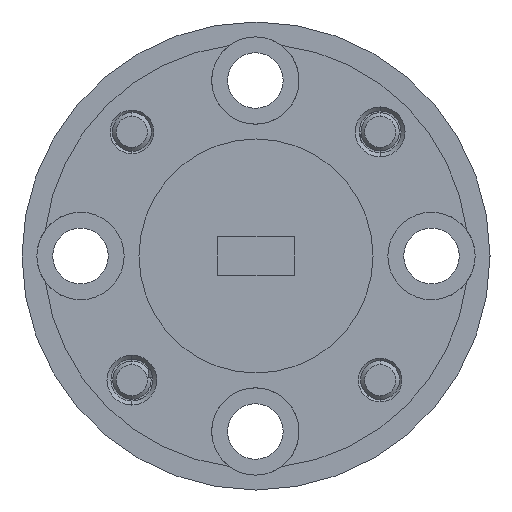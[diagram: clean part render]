
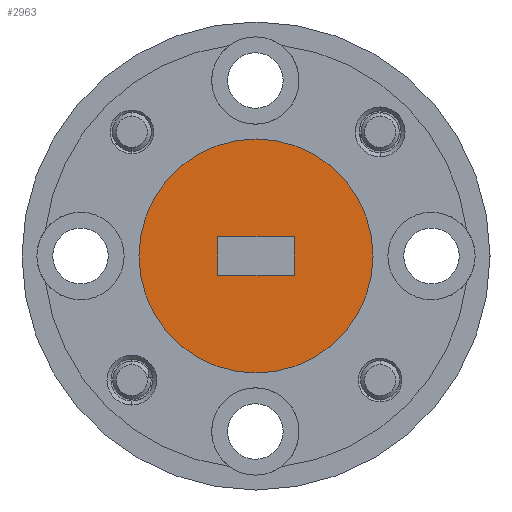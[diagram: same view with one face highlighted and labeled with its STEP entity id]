
A CAD part, left-side view. The second image highlights one B-rep face of the part: STEP entity #2963.
In plain terms, the highlighted planar face has unit normal (-1, 0, 0).
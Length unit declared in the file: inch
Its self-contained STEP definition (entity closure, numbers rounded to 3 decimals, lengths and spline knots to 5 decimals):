
#82 = VERTEX_POINT ( 'NONE', #7828 ) ;
#115 = DIRECTION ( 'NONE',  ( 0., -1., 0. ) ) ;
#268 = VERTEX_POINT ( 'NONE', #4155 ) ;
#322 = LINE ( 'NONE', #3761, #6673 ) ;
#720 = EDGE_CURVE ( 'NONE', #5575, #82, #7328, .T. ) ;
#794 = DIRECTION ( 'NONE',  ( 0., 0., -1. ) ) ;
#1557 = ORIENTED_EDGE ( 'NONE', *, *, #7364, .F. ) ;
#1792 = CARTESIAN_POINT ( 'NONE',  ( -0.6, -0.0025, 0. ) ) ;
#1834 = DIRECTION ( 'NONE',  ( -1., 0., 0. ) ) ;
#2100 = LINE ( 'NONE', #4152, #2857 ) ;
#2484 = CARTESIAN_POINT ( 'NONE',  ( -0.6, -0.0635, 0.0305 ) ) ;
#2719 = FACE_OUTER_BOUND ( 'NONE', #8524, .T. ) ;
#2725 = EDGE_CURVE ( 'NONE', #82, #5575, #4231, .T. ) ;
#2857 = VECTOR ( 'NONE', #115, 39.37008 ) ;
#2963 = ADVANCED_FACE ( 'NONE', ( #2719, #7327 ), #6008, .F. ) ;
#2968 = DIRECTION ( 'NONE',  ( 0., 0., -1. ) ) ;
#3010 = DIRECTION ( 'NONE',  ( 0., 0., 1. ) ) ;
#3117 = DIRECTION ( 'NONE',  ( -1., 0., 0. ) ) ;
#3165 = VERTEX_POINT ( 'NONE', #2484 ) ;
#3328 = ORIENTED_EDGE ( 'NONE', *, *, #8289, .F. ) ;
#3402 = LINE ( 'NONE', #8024, #5669 ) ;
#3541 = CARTESIAN_POINT ( 'NONE',  ( -0.6, -0.0025, -0.1875 ) ) ;
#3761 = CARTESIAN_POINT ( 'NONE',  ( -0.6, -0.0635, 0.0305 ) ) ;
#3985 = CARTESIAN_POINT ( 'NONE',  ( -0.6, 0.0585, -0.0305 ) ) ;
#4025 = LINE ( 'NONE', #4065, #4284 ) ;
#4065 = CARTESIAN_POINT ( 'NONE',  ( -0.6, 0.0585, -0.0305 ) ) ;
#4115 = CARTESIAN_POINT ( 'NONE',  ( -0.6, -0.0635, -0.0305 ) ) ;
#4152 = CARTESIAN_POINT ( 'NONE',  ( -0.6, 0.0585, -0.0305 ) ) ;
#4155 = CARTESIAN_POINT ( 'NONE',  ( -0.6, 0.0585, 0.0305 ) ) ;
#4217 = AXIS2_PLACEMENT_3D ( 'NONE', #4491, #1834, #7813 ) ;
#4231 = CIRCLE ( 'NONE', #6075, 0.1875 ) ;
#4284 = VECTOR ( 'NONE', #794, 39.37008 ) ;
#4491 = CARTESIAN_POINT ( 'NONE',  ( -0.6, -0.0025, 0. ) ) ;
#4539 = VERTEX_POINT ( 'NONE', #3985 ) ;
#5575 = VERTEX_POINT ( 'NONE', #3541 ) ;
#5669 = VECTOR ( 'NONE', #7397, 39.37008 ) ;
#5677 = CARTESIAN_POINT ( 'NONE',  ( -0.6, 0.38, 0.38 ) ) ;
#5762 = EDGE_CURVE ( 'NONE', #268, #3165, #3402, .T. ) ;
#6008 = PLANE ( 'NONE',  #8212 ) ;
#6075 = AXIS2_PLACEMENT_3D ( 'NONE', #1792, #3117, #6576 ) ;
#6289 = EDGE_LOOP ( 'NONE', ( #7122, #1557, #7848, #3328 ) ) ;
#6338 = DIRECTION ( 'NONE',  ( 1., 0., 0. ) ) ;
#6355 = ORIENTED_EDGE ( 'NONE', *, *, #720, .T. ) ;
#6473 = VERTEX_POINT ( 'NONE', #4115 ) ;
#6576 = DIRECTION ( 'NONE',  ( 0., 0., 1. ) ) ;
#6673 = VECTOR ( 'NONE', #3010, 39.37008 ) ;
#7122 = ORIENTED_EDGE ( 'NONE', *, *, #5762, .T. ) ;
#7327 = FACE_BOUND ( 'NONE', #6289, .T. ) ;
#7328 = CIRCLE ( 'NONE', #4217, 0.1875 ) ;
#7364 = EDGE_CURVE ( 'NONE', #6473, #3165, #322, .T. ) ;
#7397 = DIRECTION ( 'NONE',  ( 0., -1., 0. ) ) ;
#7813 = DIRECTION ( 'NONE',  ( 0., 0., 1. ) ) ;
#7828 = CARTESIAN_POINT ( 'NONE',  ( -0.6, -0.0025, 0.1875 ) ) ;
#7848 = ORIENTED_EDGE ( 'NONE', *, *, #8648, .F. ) ;
#8024 = CARTESIAN_POINT ( 'NONE',  ( -0.6, 0.0585, 0.0305 ) ) ;
#8212 = AXIS2_PLACEMENT_3D ( 'NONE', #5677, #6338, #2968 ) ;
#8289 = EDGE_CURVE ( 'NONE', #268, #4539, #4025, .T. ) ;
#8416 = ORIENTED_EDGE ( 'NONE', *, *, #2725, .T. ) ;
#8524 = EDGE_LOOP ( 'NONE', ( #8416, #6355 ) ) ;
#8648 = EDGE_CURVE ( 'NONE', #4539, #6473, #2100, .T. ) ;
